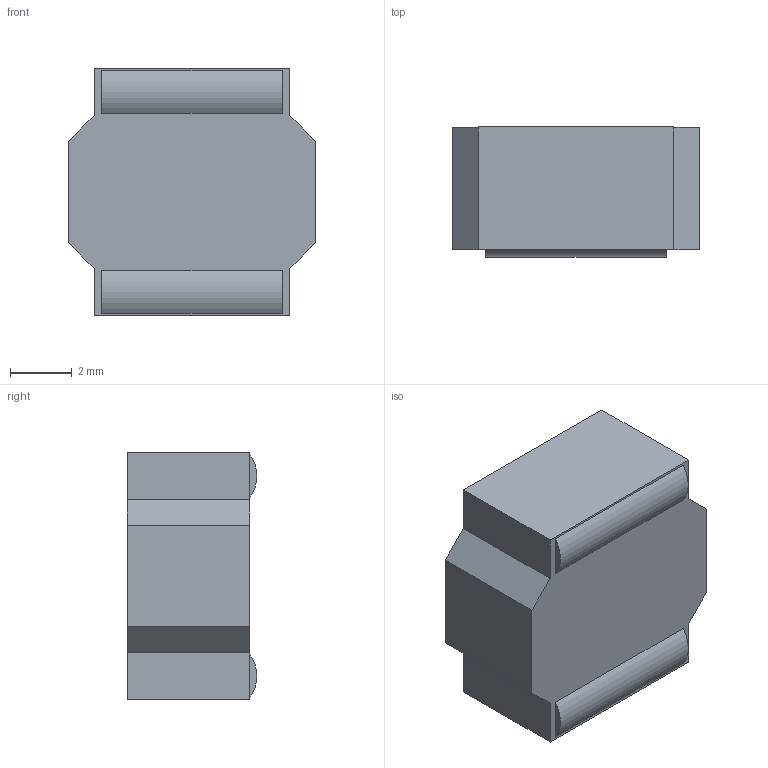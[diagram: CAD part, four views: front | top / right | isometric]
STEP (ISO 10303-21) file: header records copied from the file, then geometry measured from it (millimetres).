
FILE_DESCRIPTION((''),'2;1');
FILE_NAME('SRN8040TA','2016-05-24T',('brandonc'),('Bourns, Inc.'),'CREO PARAMETRIC BY PTC INC, 2016050','CREO PARAMETRIC BY PTC INC, 2016050','');
FILE_SCHEMA(('CONFIG_CONTROL_DESIGN'));
Length unit declared in the file: inch
Products named in the file (1): SRN8040TA
Bounding box: 8 x 4.19 x 8 mm (x, y, z)
Volume: 230 mm3; surface area: 238.4 mm2
Topology: 1 solids, 1 shells, 106 faces, 294 edges, 196 vertices
Faces by surface type: plane 104, cylinder 2
Entity records: 3362 total; most frequent: CARTESIAN_POINT 596, ORIENTED_EDGE 588, DIRECTION 510, EDGE_CURVE 294, VECTOR 290, LINE 290, VERTEX_POINT 196, EDGE_LOOP 112
